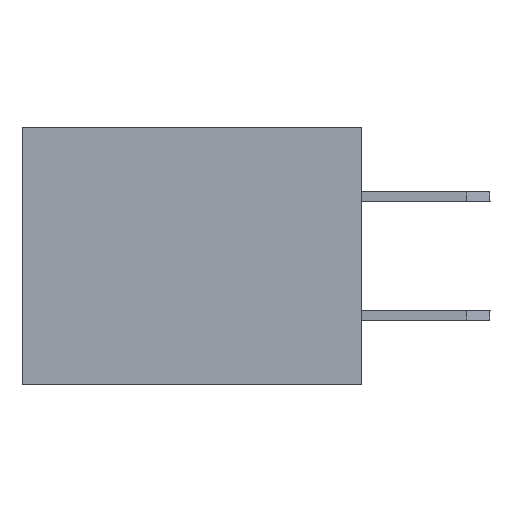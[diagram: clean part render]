
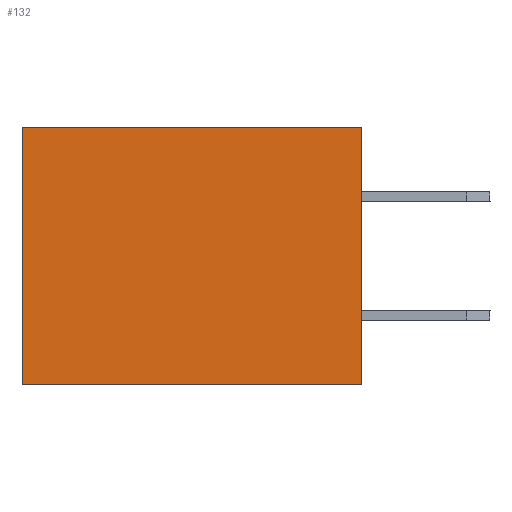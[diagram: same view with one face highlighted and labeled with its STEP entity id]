
A CAD part, left-side view. The second image highlights one B-rep face of the part: STEP entity #132.
In plain terms, the highlighted planar face has unit normal (-1, 0, 0).
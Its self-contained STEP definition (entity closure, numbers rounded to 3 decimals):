
#30=CARTESIAN_POINT('',(25.4,4.675,-2.75));
#31=DIRECTION('',(0.,-1.,0.));
#32=DIRECTION('',(-1.,0.,0.));
#33=AXIS2_PLACEMENT_3D('',#30,#32,#31);
#34=PLANE('',#33);
#35=CARTESIAN_POINT('',(25.4,1.05,-5.5));
#36=VERTEX_POINT('',#35);
#37=CARTESIAN_POINT('',(25.4,1.2,-5.5));
#38=VERTEX_POINT('',#37);
#39=CARTESIAN_POINT('',(25.4,1.05,-5.5));
#40=DIRECTION('',(0.,1.,0.));
#41=VECTOR('',#40,0.15);
#42=LINE('',#39,#41);
#43=EDGE_CURVE('',#36,#38,#42,.T.);
#44=ORIENTED_EDGE('',*,*,#43,.F.);
#45=CARTESIAN_POINT('',(25.4,1.05,-5.07));
#46=VERTEX_POINT('',#45);
#47=CARTESIAN_POINT('',(25.4,1.05,-5.07));
#48=DIRECTION('',(0.,0.,-1.));
#49=VECTOR('',#48,0.43);
#50=LINE('',#47,#49);
#51=EDGE_CURVE('',#46,#36,#50,.T.);
#52=ORIENTED_EDGE('',*,*,#51,.F.);
#53=CARTESIAN_POINT('',(25.4,1.05,-4.92));
#54=VERTEX_POINT('',#53);
#55=CARTESIAN_POINT('',(25.4,1.05,-5.07));
#56=CARTESIAN_POINT('',(25.4,1.05,-5.04));
#57=CARTESIAN_POINT('',(25.4,1.05,-5.01));
#58=CARTESIAN_POINT('',(25.4,1.05,-4.98));
#59=CARTESIAN_POINT('',(25.4,1.05,-4.95));
#60=CARTESIAN_POINT('',(25.4,1.05,-4.92));
#61=B_SPLINE_CURVE_WITH_KNOTS('',5,(#55,#56,#57,#58,#59,#60),.UNSPECIFIED.,.F.,.U.,(6,6),(0.,0.15),.UNSPECIFIED.);
#62=EDGE_CURVE('',#46,#54,#61,.T.);
#63=ORIENTED_EDGE('',*,*,#62,.T.);
#64=CARTESIAN_POINT('',(25.4,1.05,-0.58));
#65=VERTEX_POINT('',#64);
#66=CARTESIAN_POINT('',(25.4,1.05,-0.58));
#67=DIRECTION('',(0.,0.,-1.));
#68=VECTOR('',#67,4.34);
#69=LINE('',#66,#68);
#70=EDGE_CURVE('',#65,#54,#69,.T.);
#71=ORIENTED_EDGE('',*,*,#70,.F.);
#72=CARTESIAN_POINT('',(25.4,1.05,-0.43));
#73=VERTEX_POINT('',#72);
#74=CARTESIAN_POINT('',(25.4,1.05,-0.58));
#75=CARTESIAN_POINT('',(25.4,1.05,-0.55));
#76=CARTESIAN_POINT('',(25.4,1.05,-0.52));
#77=CARTESIAN_POINT('',(25.4,1.05,-0.49));
#78=CARTESIAN_POINT('',(25.4,1.05,-0.46));
#79=CARTESIAN_POINT('',(25.4,1.05,-0.43));
#80=B_SPLINE_CURVE_WITH_KNOTS('',5,(#74,#75,#76,#77,#78,#79),.UNSPECIFIED.,.F.,.U.,(6,6),(0.,0.15),.UNSPECIFIED.);
#81=EDGE_CURVE('',#65,#73,#80,.T.);
#82=ORIENTED_EDGE('',*,*,#81,.T.);
#83=CARTESIAN_POINT('',(25.4,1.05,0.));
#84=VERTEX_POINT('',#83);
#85=CARTESIAN_POINT('',(25.4,1.05,0.));
#86=DIRECTION('',(0.,0.,-1.));
#87=VECTOR('',#86,0.43);
#88=LINE('',#85,#87);
#89=EDGE_CURVE('',#84,#73,#88,.T.);
#90=ORIENTED_EDGE('',*,*,#89,.F.);
#91=CARTESIAN_POINT('',(25.4,1.2,0.));
#92=VERTEX_POINT('',#91);
#93=CARTESIAN_POINT('',(25.4,1.05,0.));
#94=DIRECTION('',(0.,1.,0.));
#95=VECTOR('',#94,0.15);
#96=LINE('',#93,#95);
#97=EDGE_CURVE('',#84,#92,#96,.T.);
#98=ORIENTED_EDGE('',*,*,#97,.T.);
#99=CARTESIAN_POINT('',(25.4,8.3,0.));
#100=VERTEX_POINT('',#99);
#101=CARTESIAN_POINT('',(25.4,1.2,0.));
#102=CARTESIAN_POINT('',(25.4,2.62,0.));
#103=CARTESIAN_POINT('',(25.4,4.04,0.));
#104=CARTESIAN_POINT('',(25.4,5.46,0.));
#105=CARTESIAN_POINT('',(25.4,6.88,0.));
#106=CARTESIAN_POINT('',(25.4,8.3,0.));
#107=B_SPLINE_CURVE_WITH_KNOTS('',5,(#101,#102,#103,#104,#105,#106),.UNSPECIFIED.,.F.,.U.,(6,6),(0.,7.1),.UNSPECIFIED.);
#108=EDGE_CURVE('',#92,#100,#107,.T.);
#109=ORIENTED_EDGE('',*,*,#108,.T.);
#110=CARTESIAN_POINT('',(25.4,8.3,-5.5));
#111=VERTEX_POINT('',#110);
#112=CARTESIAN_POINT('',(25.4,8.3,0.));
#113=CARTESIAN_POINT('',(25.4,8.3,-1.1));
#114=CARTESIAN_POINT('',(25.4,8.3,-2.2));
#115=CARTESIAN_POINT('',(25.4,8.3,-3.3));
#116=CARTESIAN_POINT('',(25.4,8.3,-4.4));
#117=CARTESIAN_POINT('',(25.4,8.3,-5.5));
#118=B_SPLINE_CURVE_WITH_KNOTS('',5,(#112,#113,#114,#115,#116,#117),.UNSPECIFIED.,.F.,.U.,(6,6),(0.,5.5),.UNSPECIFIED.);
#119=EDGE_CURVE('',#100,#111,#118,.T.);
#120=ORIENTED_EDGE('',*,*,#119,.T.);
#121=CARTESIAN_POINT('',(25.4,1.2,-5.5));
#122=CARTESIAN_POINT('',(25.4,2.62,-5.5));
#123=CARTESIAN_POINT('',(25.4,4.04,-5.5));
#124=CARTESIAN_POINT('',(25.4,5.46,-5.5));
#125=CARTESIAN_POINT('',(25.4,6.88,-5.5));
#126=CARTESIAN_POINT('',(25.4,8.3,-5.5));
#127=B_SPLINE_CURVE_WITH_KNOTS('',5,(#121,#122,#123,#124,#125,#126),.UNSPECIFIED.,.F.,.U.,(6,6),(0.,7.1),.UNSPECIFIED.);
#128=EDGE_CURVE('',#38,#111,#127,.T.);
#129=ORIENTED_EDGE('',*,*,#128,.F.);
#130=EDGE_LOOP('',(#44,#52,#63,#71,#82,#90,#98,#109,#120,#129));
#131=FACE_OUTER_BOUND('',#130,.T.);
#132=ADVANCED_FACE('',(#131),#34,.T.);
